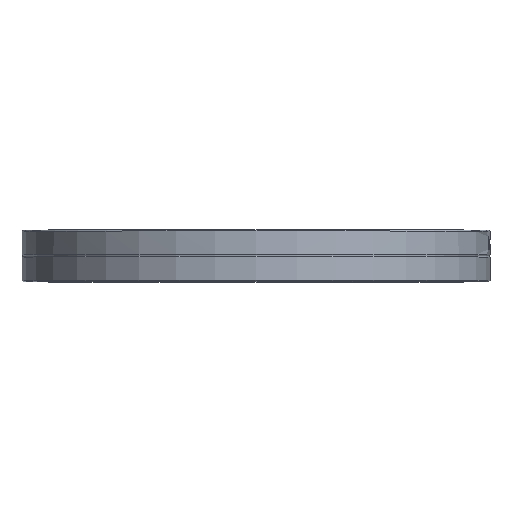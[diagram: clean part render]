
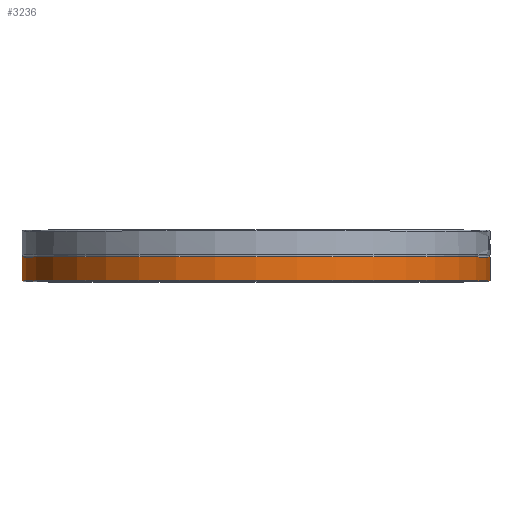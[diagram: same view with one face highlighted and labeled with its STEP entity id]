
A CAD part, top view. The second image highlights one B-rep face of the part: STEP entity #3236.
In plain terms, the highlighted cylindrical face has radius 101.5 mm (diameter 203 mm), a full revolution.
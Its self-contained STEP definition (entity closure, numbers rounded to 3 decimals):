
#311=CYLINDRICAL_SURFACE('',#3488,101.5);
#360=FACE_OUTER_BOUND('',#570,.T.);
#570=EDGE_LOOP('',(#2257,#2258,#2259,#2260,#2261,#2262,#2263));
#781=LINE('',#4673,#964);
#964=VECTOR('',#3882,101.5);
#1158=CIRCLE('',#3462,101.5);
#1159=CIRCLE('',#3463,101.5);
#1183=CIRCLE('',#3489,101.5);
#1184=CIRCLE('',#3490,101.5);
#1185=CIRCLE('',#3491,101.5);
#1342=VERTEX_POINT('',#4614);
#1343=VERTEX_POINT('',#4615);
#1367=VERTEX_POINT('',#4667);
#1368=VERTEX_POINT('',#4668);
#1369=VERTEX_POINT('',#4670);
#1687=EDGE_CURVE('',#1342,#1343,#1158,.T.);
#1688=EDGE_CURVE('',#1343,#1342,#1159,.T.);
#1713=EDGE_CURVE('',#1367,#1368,#1183,.T.);
#1714=EDGE_CURVE('',#1369,#1367,#1184,.T.);
#1715=EDGE_CURVE('',#1368,#1369,#1185,.T.);
#1716=EDGE_CURVE('',#1368,#1343,#781,.T.);
#2257=ORIENTED_EDGE('',*,*,#1713,.F.);
#2258=ORIENTED_EDGE('',*,*,#1714,.F.);
#2259=ORIENTED_EDGE('',*,*,#1715,.F.);
#2260=ORIENTED_EDGE('',*,*,#1716,.T.);
#2261=ORIENTED_EDGE('',*,*,#1687,.F.);
#2262=ORIENTED_EDGE('',*,*,#1688,.F.);
#2263=ORIENTED_EDGE('',*,*,#1716,.F.);
#3236=ADVANCED_FACE('',(#360),#311,.T.);
#3462=AXIS2_PLACEMENT_3D('',#4616,#3821,#3822);
#3463=AXIS2_PLACEMENT_3D('',#4617,#3823,#3824);
#3488=AXIS2_PLACEMENT_3D('',#4666,#3874,#3875);
#3489=AXIS2_PLACEMENT_3D('',#4669,#3876,#3877);
#3490=AXIS2_PLACEMENT_3D('',#4671,#3878,#3879);
#3491=AXIS2_PLACEMENT_3D('',#4672,#3880,#3881);
#3821=DIRECTION('center_axis',(0.,-1.,0.));
#3822=DIRECTION('ref_axis',(1.,0.,0.));
#3823=DIRECTION('center_axis',(0.,-1.,0.));
#3824=DIRECTION('ref_axis',(1.,0.,0.));
#3874=DIRECTION('center_axis',(0.,1.,0.));
#3875=DIRECTION('ref_axis',(-1.,0.,0.));
#3876=DIRECTION('center_axis',(0.,1.,0.));
#3877=DIRECTION('ref_axis',(1.,0.,0.));
#3878=DIRECTION('center_axis',(0.,1.,0.));
#3879=DIRECTION('ref_axis',(1.,0.,0.));
#3880=DIRECTION('center_axis',(0.,1.,0.));
#3881=DIRECTION('ref_axis',(1.,0.,0.));
#3882=DIRECTION('',(0.,-1.,0.));
#4614=CARTESIAN_POINT('',(-101.5,0.5,0.));
#4615=CARTESIAN_POINT('',(101.5,0.5,0.));
#4616=CARTESIAN_POINT('Origin',(0.,0.5,0.));
#4617=CARTESIAN_POINT('Origin',(0.,0.5,0.));
#4666=CARTESIAN_POINT('Origin',(0.,5.356,0.));
#4667=CARTESIAN_POINT('',(-101.5,10.713,0.));
#4668=CARTESIAN_POINT('',(101.5,10.713,0.));
#4669=CARTESIAN_POINT('Origin',(0.,10.713,0.));
#4670=CARTESIAN_POINT('',(0.,10.713,-101.5));
#4671=CARTESIAN_POINT('Origin',(0.,10.713,0.));
#4672=CARTESIAN_POINT('Origin',(0.,10.713,0.));
#4673=CARTESIAN_POINT('',(101.5,5.356,0.));
